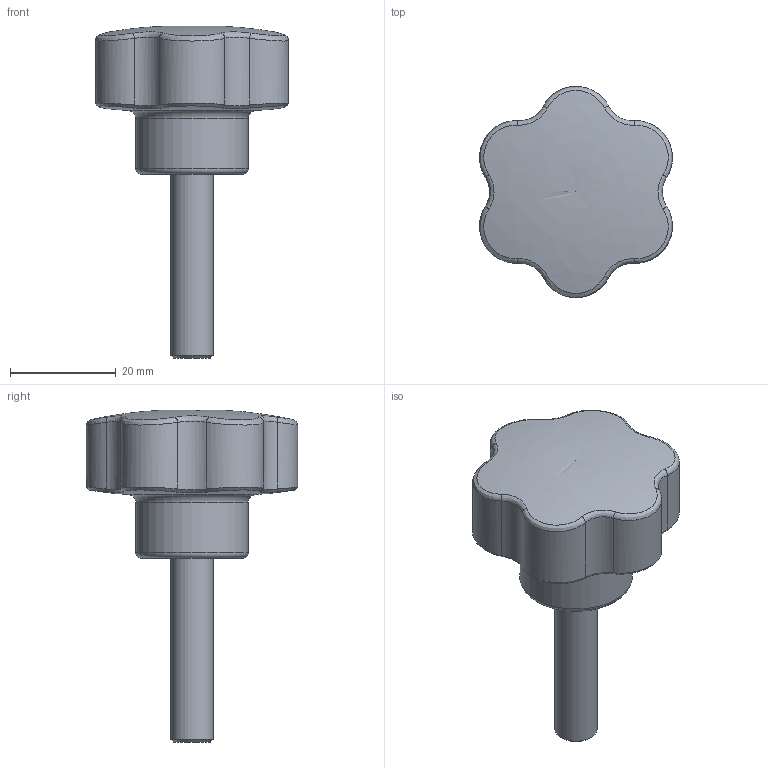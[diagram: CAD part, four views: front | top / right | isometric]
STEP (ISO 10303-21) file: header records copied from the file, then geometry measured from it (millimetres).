
FILE_DESCRIPTION( ( 'Unknown' ), '1' );
FILE_NAME( '6158165_VPX40_M08x35.stp', 'Unknown', ( 'Unknown' ), ( 'Unknown' ), 'PSStep 11.0', 'Unknown', ' ' );
FILE_SCHEMA( ( 'AUTOMOTIVE_DESIGN { 1 0 10303 214 1 1 1 1 }' ) );
Length unit declared in the file: millimetre
Products named in the file (1): 6158165
Bounding box: 36.52 x 39.99 x 62.85 mm (x, y, z)
Volume: 21974.3 mm3; surface area: 5994.7 mm2
Topology: 1 solids, 2 shells, 65 faces, 166 edges, 101 vertices
Faces by surface type: bspline 26, plane 18, cylinder 17, cone 2, torus 2
Full cylindrical faces by diameter (mm): 8 x1, 12 x2, 14.38 x1, 21.3 x1
Entity records: 6988 total; most frequent: CARTESIAN_POINT 5107, ORIENTED_EDGE 304, DIRECTION 216, EDGE_CURVE 152, VERTEX_POINT 99, AXIS2_PLACEMENT_3D 90, EDGE_LOOP 86, FACE_OUTER_BOUND 73
